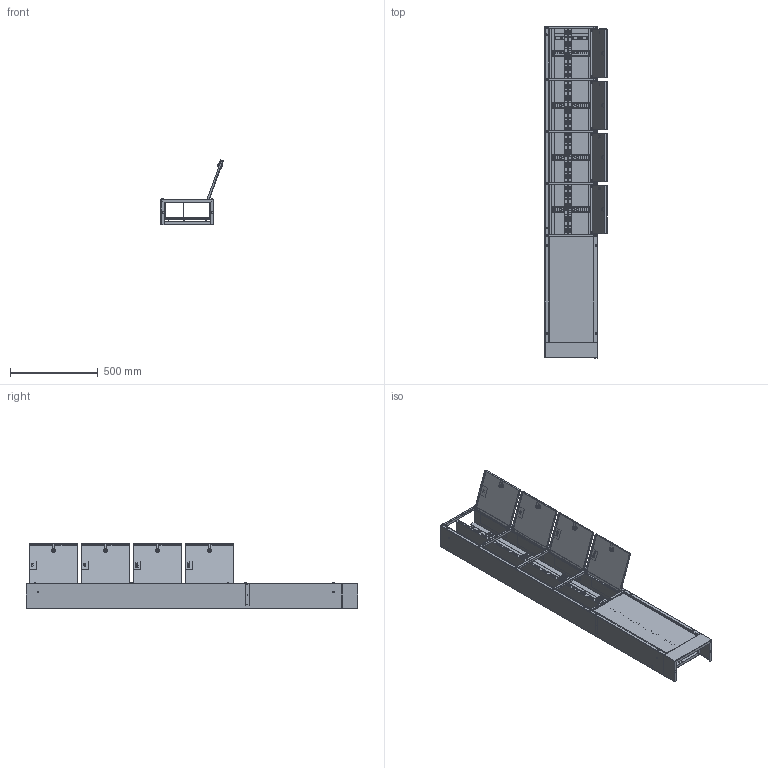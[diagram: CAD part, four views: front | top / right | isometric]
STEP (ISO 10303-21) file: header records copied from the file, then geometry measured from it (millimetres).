
FILE_DESCRIPTION (( 'STEP AP214' ), '1' );
FILE_NAME ('Êîðîá ÊÑÑ (1890õ300õ150) EKF Basic ñ ïåðåãîðîäêîé.STEP', '2023-07-05T07:02:52', ( '' ), ( '' ), 'SwSTEP 2.0', 'SolidWorks 2021', '' );
FILE_SCHEMA (( 'AUTOMOTIVE_DESIGN' ));
Length unit declared in the file: millimetre
Products named in the file (36): hex flange nut_din_Hexagon Flange Nut DIN 6923 - M6 - N; ÌÈ-1797.03.00.000 Äâåðü â ñáîðå; cross ph tapping 968_din_Screw DIN 968-ST4.2x13-C-H-N; Âíóòðåííåå òåëî çàìêà; ÌÈ-1797.02.00.000 Ðàìêà â ñáîðå; 昈-1797.02.01.001 鍔膰睯縺; Ïðîêëàäêà ìåòàëëè÷åñêàÿ; ÌÈ-2212.00.00.001 Ïåðåãîðîäêà 600; Òåëî çàìêà; Êîðîá ÊÑÑ (1890õ300õ150) EKF Basic ñ ïåðåãîðîäêîé; 昈-1796.00.00.001 絊膰錪; Çàêëåïêà öèëèíäðè÷åñêàÿ Ì4 ÑÒ-Á ñ âíóòðåííåé ðåçüáîé_Œ8; 侲膹樥罻 眕; ÌÈ-1796.01.00.002 Ðåéêà; Ïðîêëàäêà; Øïèëüêà Ì6õ12; 侲膹樥罻 檐訒; 昈-1797.01.00.001 扻豵鵨; hex screw gradeab_din_DIN EN 24017 - M6 x 16-N; Ãàéêà; 昈-1797.02.01.002 赶鎀鍧; ÌÈ-1797.01.00.000 Êîðïóñ â ñáîðå; pan head cross recess screw_din_DIN EN ISO 7045 - M4 x 16 - Z - 16N; pan head cross recess screw_din_ISO 7045 - M4 x 6 - Z --- 6N; Íàêëåéêà ÐÈÄ; ÌÈ-1797.02.01.000 Áîêîâèíà ðàìêè â ñáîðå; Ïðîêëàäêà ìåòàëëè÷åñêàÿ 2; ÌÈ-1959.01.00.002 Ðåéêà ñðåäíÿÿ; Çàìîê ïî÷òîâûé; 哏铌; ﾌﾈ-1797.03.00.001 ﾄ粢; Ïåðåãîðîäêà ÊÑÑ; DIN-ðåéêà; 侲膹樥罻 浧; 昈-1796.00.00.003 眈翴錪; ÌÈ-1797.02.00.001 Ïåðåìû÷êà
Assembly tree (85 placements, depth 4):
  Êîðîá ÊÑÑ (1890õ300õ150) EKF Basic ñ ïåðåãîðîäêîé
    ÌÈ-1797.01.00.000 Êîðïóñ â ñáîðå
      昈-1797.01.00.001 扻豵鵨
      ÌÈ-1796.01.00.002 Ðåéêà  x2
      Øïèëüêà Ì6õ12  x2
      Çàêëåïêà öèëèíäðè÷åñêàÿ Ì4 ÑÒ-Á ñ âíóòðåííåé ðåçüáîé_Œ8  x10
      ÌÈ-1959.01.00.002 Ðåéêà ñðåäíÿÿ
    ÌÈ-1797.02.00.000 Ðàìêà â ñáîðå
      ÌÈ-1797.02.01.000 Áîêîâèíà ðàìêè â ñáîðå  x2
        昈-1797.02.01.001 鍔膰睯縺
        昈-1797.02.01.002 赶鎀鍧
      ÌÈ-1797.02.00.001 Ïåðåìû÷êà  x5
    昈-1796.00.00.001 絊膰錪
    昈-1796.00.00.003 眈翴錪
    hex screw gradeab_din_DIN EN 24017 - M6 x 16-N  x2
    hex flange nut_din_Hexagon Flange Nut DIN 6923 - M6 - N  x2
    pan head cross recess screw_din_DIN EN ISO 7045 - M4 x 16 - Z - 16N  x18
    DIN-ðåéêà  x4
    ÌÈ-1797.03.00.000 Äâåðü â ñáîðå  x4
      ﾌﾈ-1797.03.00.001 ﾄ粢
      Çàêëåïêà öèëèíäðè÷åñêàÿ Ì4 ÑÒ-Á ñ âíóòðåííåé ðåçüáîé_Œ8
      Çàìîê ïî÷òîâûé
        Òåëî çàìêà
        Ïðîêëàäêà ìåòàëëè÷åñêàÿ
        哏铌
        Ïðîêëàäêà
        pan head cross recess screw_din_ISO 7045 - M4 x 6 - Z --- 6N
        Ïðîêëàäêà ìåòàëëè÷åñêàÿ 2
        Ãàéêà
        Âíóòðåííåå òåëî çàìêà
    cross ph tapping 968_din_Screw DIN 968-ST4.2x13-C-H-N  x8
    侲膹樥罻 浧
    侲膹樥罻 眕
    Íàêëåéêà ÐÈÄ
    侲膹樥罻 檐訒
    ÌÈ-2212.00.00.001 Ïåðåãîðîäêà 600
    Ïåðåãîðîäêà ÊÑÑ
Bounding box: 354.57 x 1890 x 373.52 mm (x, y, z)
Volume: 1952544.9 mm3; surface area: 4976212.5 mm2
Topology: 116 solids, 116 shells, 6170 faces, 15898 edges, 10122 vertices
Faces by surface type: plane 3358, bspline 1191, cylinder 1085, cone 308, torus 168, sphere 60
Entity records: 60688 total; most frequent: CARTESIAN_POINT 19762, ORIENTED_EDGE 8266, DIRECTION 7593, EDGE_CURVE 4133, LINE 2691, VECTOR 2691, VERTEX_POINT 2597, AXIS2_PLACEMENT_3D 2451
